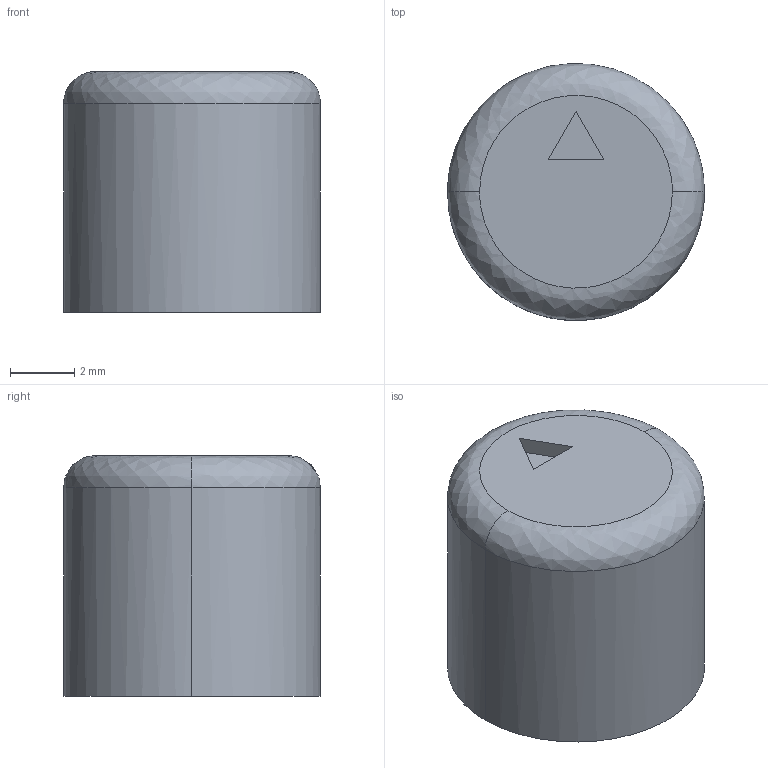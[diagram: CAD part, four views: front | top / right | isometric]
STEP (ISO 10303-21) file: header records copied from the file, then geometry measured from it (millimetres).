
FILE_DESCRIPTION(/* description */ (''),/* implementation_level */ '2;1');
FILE_NAME(/* name */ 'knob_trim',/* time_stamp */ '2020-11-02T19:20:55+01:00',/* author */ (''),/* organization */ (''),/* preprocessor_version */ 'ST-DEVELOPER v10',/* originating_system */ '',/* authorisation */ '');
FILE_SCHEMA (('CONFIG_CONTROL_DESIGN'));
Length unit declared in the file: millimetre
Products named in the file (1): 1
Bounding box: 8 x 7.99 x 7.5 mm (x, y, z)
Volume: 300.8 mm3; surface area: 372.1 mm2
Topology: 1 solids, 1 shells, 24 faces, 59 edges, 39 vertices
Faces by surface type: plane 16, bspline 8
Entity records: 1083 total; most frequent: CARTESIAN_POINT 606, ORIENTED_EDGE 118, EDGE_CURVE 59, B_SPLINE_CURVE_WITH_KNOTS 45, VERTEX_POINT 39, EDGE_LOOP 26, ADVANCED_FACE 24, FACE_OUTER_BOUND 24
